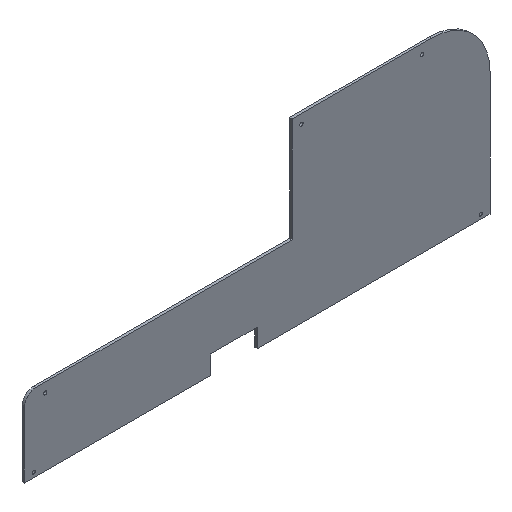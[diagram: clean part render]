
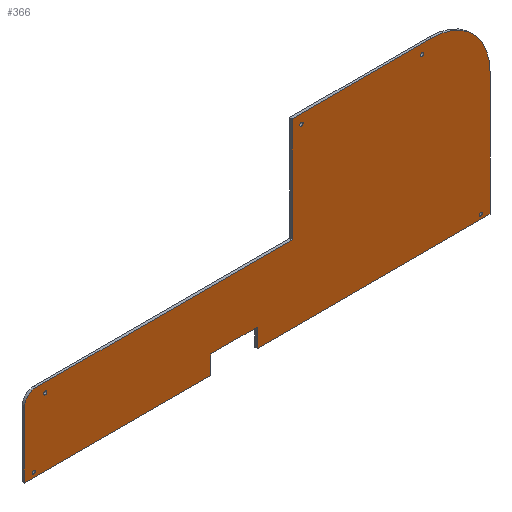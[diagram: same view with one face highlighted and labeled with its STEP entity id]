
A CAD part, isometric view. The second image highlights one B-rep face of the part: STEP entity #366.
In plain terms, the highlighted planar face has unit normal (0, -1, 0).
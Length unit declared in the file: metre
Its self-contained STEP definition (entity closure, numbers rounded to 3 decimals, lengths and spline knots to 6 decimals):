
#13=CIRCLE('',#390,0.025);
#14=CIRCLE('',#395,0.0007);
#16=CIRCLE('',#398,0.0007);
#18=CIRCLE('',#401,0.0007);
#20=CIRCLE('',#404,0.0007);
#23=CIRCLE('',#408,0.005);
#24=CIRCLE('',#410,0.0007);
#91=ORIENTED_EDGE('',*,*,#127,.T.);
#92=ORIENTED_EDGE('',*,*,#131,.T.);
#93=ORIENTED_EDGE('',*,*,#134,.T.);
#94=ORIENTED_EDGE('',*,*,#137,.F.);
#95=ORIENTED_EDGE('',*,*,#140,.F.);
#96=ORIENTED_EDGE('',*,*,#143,.T.);
#97=ORIENTED_EDGE('',*,*,#146,.F.);
#98=ORIENTED_EDGE('',*,*,#149,.T.);
#99=ORIENTED_EDGE('',*,*,#152,.T.);
#100=ORIENTED_EDGE('',*,*,#155,.F.);
#101=ORIENTED_EDGE('',*,*,#158,.F.);
#102=ORIENTED_EDGE('',*,*,#168,.T.);
#103=ORIENTED_EDGE('',*,*,#165,.F.);
#104=ORIENTED_EDGE('',*,*,#163,.F.);
#105=ORIENTED_EDGE('',*,*,#161,.F.);
#106=ORIENTED_EDGE('',*,*,#159,.F.);
#107=ORIENTED_EDGE('',*,*,#169,.F.);
#127=EDGE_CURVE('',#174,#173,#207,.T.);
#131=EDGE_CURVE('',#173,#176,#211,.T.);
#134=EDGE_CURVE('',#176,#178,#214,.T.);
#137=EDGE_CURVE('',#180,#178,#217,.T.);
#140=EDGE_CURVE('',#182,#180,#220,.T.);
#143=EDGE_CURVE('',#182,#184,#223,.T.);
#146=EDGE_CURVE('',#186,#184,#226,.T.);
#149=EDGE_CURVE('',#186,#188,#13,.T.);
#152=EDGE_CURVE('',#188,#190,#230,.T.);
#155=EDGE_CURVE('',#192,#190,#233,.T.);
#158=EDGE_CURVE('',#194,#192,#236,.T.);
#159=EDGE_CURVE('',#195,#195,#14,.T.);
#161=EDGE_CURVE('',#197,#197,#16,.T.);
#163=EDGE_CURVE('',#199,#199,#18,.T.);
#165=EDGE_CURVE('',#201,#201,#20,.T.);
#168=EDGE_CURVE('',#194,#174,#23,.T.);
#169=EDGE_CURVE('',#203,#203,#24,.T.);
#173=VERTEX_POINT('',#520);
#174=VERTEX_POINT('',#522);
#176=VERTEX_POINT('',#528);
#178=VERTEX_POINT('',#534);
#180=VERTEX_POINT('',#540);
#182=VERTEX_POINT('',#546);
#184=VERTEX_POINT('',#552);
#186=VERTEX_POINT('',#558);
#188=VERTEX_POINT('',#564);
#190=VERTEX_POINT('',#570);
#192=VERTEX_POINT('',#576);
#194=VERTEX_POINT('',#582);
#195=VERTEX_POINT('',#586);
#197=VERTEX_POINT('',#591);
#199=VERTEX_POINT('',#596);
#201=VERTEX_POINT('',#601);
#203=VERTEX_POINT('',#609);
#207=LINE('',#521,#239);
#211=LINE('',#529,#243);
#214=LINE('',#535,#246);
#217=LINE('',#541,#249);
#220=LINE('',#547,#252);
#223=LINE('',#553,#255);
#226=LINE('',#559,#258);
#230=LINE('',#571,#262);
#233=LINE('',#577,#265);
#236=LINE('',#583,#268);
#239=VECTOR('',#420,1.);
#243=VECTOR('',#426,1.);
#246=VECTOR('',#431,1.);
#249=VECTOR('',#436,1.);
#252=VECTOR('',#441,1.);
#255=VECTOR('',#446,1.);
#258=VECTOR('',#451,1.);
#262=VECTOR('',#463,1.);
#265=VECTOR('',#468,1.);
#268=VECTOR('',#473,1.);
#291=EDGE_LOOP('',(#91,#92,#93,#94,#95,#96,#97,#98,#99,#100,#101,#102));
#292=EDGE_LOOP('',(#103));
#293=EDGE_LOOP('',(#104));
#294=EDGE_LOOP('',(#105));
#295=EDGE_LOOP('',(#106));
#296=EDGE_LOOP('',(#107));
#325=FACE_BOUND('',#291,.T.);
#326=FACE_BOUND('',#292,.T.);
#327=FACE_BOUND('',#293,.T.);
#328=FACE_BOUND('',#294,.T.);
#329=FACE_BOUND('',#295,.T.);
#330=FACE_BOUND('',#296,.T.);
#347=PLANE('',#412);
#366=ADVANCED_FACE('',(#325,#326,#327,#328,#329,#330),#347,.T.);
#390=AXIS2_PLACEMENT_3D('',#565,#457,#458);
#395=AXIS2_PLACEMENT_3D('',#585,#476,#477);
#398=AXIS2_PLACEMENT_3D('',#590,#482,#483);
#401=AXIS2_PLACEMENT_3D('',#595,#488,#489);
#404=AXIS2_PLACEMENT_3D('',#600,#494,#495);
#408=AXIS2_PLACEMENT_3D('',#606,#502,#503);
#410=AXIS2_PLACEMENT_3D('',#608,#506,#507);
#412=AXIS2_PLACEMENT_3D('',#612,#510,#511);
#420=DIRECTION('',(0.,0.,-1.));
#426=DIRECTION('',(1.,0.,0.));
#431=DIRECTION('',(0.,0.,1.));
#436=DIRECTION('',(-1.,0.,0.));
#441=DIRECTION('',(0.,0.,1.));
#446=DIRECTION('',(1.,0.,0.));
#451=DIRECTION('',(0.,0.,-1.));
#457=DIRECTION('',(0.,-1.,0.));
#458=DIRECTION('',(0.,0.,-1.));
#463=DIRECTION('',(-1.,0.,0.));
#468=DIRECTION('',(0.,0.,1.));
#473=DIRECTION('',(1.,0.,0.));
#476=DIRECTION('',(0.,-1.,0.));
#477=DIRECTION('',(0.,0.,-1.));
#482=DIRECTION('',(0.,-1.,0.));
#483=DIRECTION('',(0.,0.,-1.));
#488=DIRECTION('',(0.,-1.,0.));
#489=DIRECTION('',(0.,0.,-1.));
#494=DIRECTION('',(0.,-1.,0.));
#495=DIRECTION('',(0.,0.,-1.));
#502=DIRECTION('',(0.,-1.,0.));
#503=DIRECTION('',(0.,0.,-1.));
#506=DIRECTION('',(0.,-1.,0.));
#507=DIRECTION('',(0.,0.,-1.));
#510=DIRECTION('',(0.,-1.,0.));
#511=DIRECTION('',(1.,0.,0.));
#520=CARTESIAN_POINT('',(-0.134525,-0.001,-0.055445));
#521=CARTESIAN_POINT('',(-0.134525,-0.001,-0.041445));
#522=CARTESIAN_POINT('',(-0.134525,-0.001,-0.027445));
#528=CARTESIAN_POINT('',(-0.054525,-0.001,-0.055445));
#529=CARTESIAN_POINT('',(-0.091525,-0.001,-0.055445));
#534=CARTESIAN_POINT('',(-0.054525,-0.001,-0.047445));
#535=CARTESIAN_POINT('',(-0.054525,-0.001,-0.051445));
#540=CARTESIAN_POINT('',(-0.034525,-0.001,-0.047445));
#541=CARTESIAN_POINT('',(-0.044525,-0.001,-0.047445));
#546=CARTESIAN_POINT('',(-0.034525,-0.001,-0.055445));
#547=CARTESIAN_POINT('',(-0.034525,-0.001,-0.051445));
#552=CARTESIAN_POINT('',(0.065475,-0.001,-0.055445));
#553=CARTESIAN_POINT('',(0.012475,-0.001,-0.055445));
#558=CARTESIAN_POINT('',(0.065475,-0.001,-0.002445));
#559=CARTESIAN_POINT('',(0.065475,-0.001,-0.038945));
#564=CARTESIAN_POINT('',(0.040475,-0.001,0.022555));
#565=CARTESIAN_POINT('',(0.040475,-0.001,-0.002445));
#570=CARTESIAN_POINT('',(-0.019525,-0.001,0.022555));
#571=CARTESIAN_POINT('',(0.010475,-0.001,0.022555));
#576=CARTESIAN_POINT('',(-0.019525,-0.001,-0.022445));
#577=CARTESIAN_POINT('',(-0.019525,-0.001,0.000055));
#582=CARTESIAN_POINT('',(-0.129525,-0.001,-0.022445));
#583=CARTESIAN_POINT('',(-0.074525,-0.001,-0.022445));
#585=CARTESIAN_POINT('',(-0.125525,-0.001,-0.026445));
#586=CARTESIAN_POINT('',(-0.125525,-0.001,-0.027145));
#590=CARTESIAN_POINT('',(-0.015525,-0.001,0.018555));
#591=CARTESIAN_POINT('',(-0.015525,-0.001,0.017855));
#595=CARTESIAN_POINT('',(0.03642,-0.001,0.018555));
#596=CARTESIAN_POINT('',(0.03642,-0.001,0.017855));
#600=CARTESIAN_POINT('',(0.061475,-0.001,-0.053445));
#601=CARTESIAN_POINT('',(0.061475,-0.001,-0.054145));
#606=CARTESIAN_POINT('',(-0.129525,-0.001,-0.027445));
#608=CARTESIAN_POINT('',(-0.130525,-0.001,-0.053445));
#609=CARTESIAN_POINT('',(-0.130525,-0.001,-0.054145));
#612=CARTESIAN_POINT('',(-0.034525,-0.001,-0.017445));
